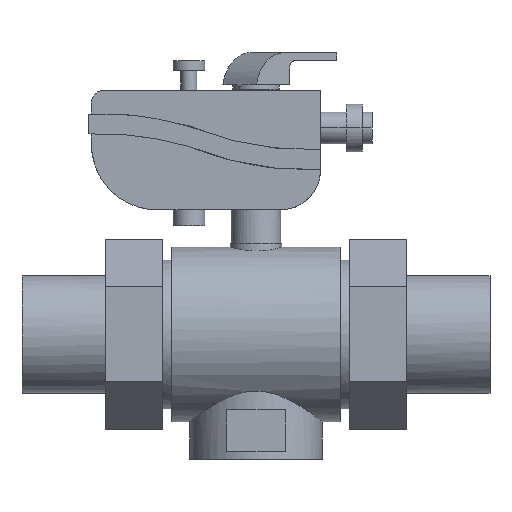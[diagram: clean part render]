
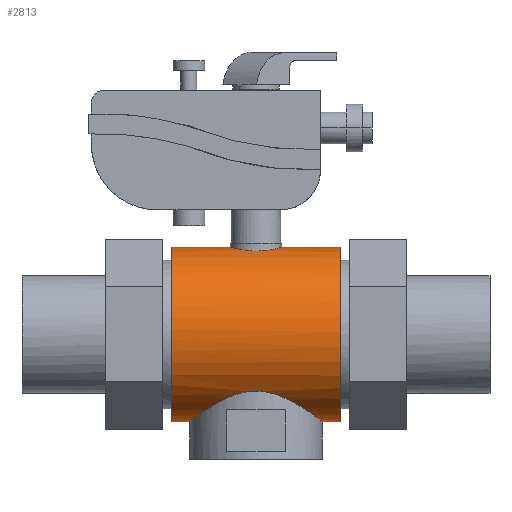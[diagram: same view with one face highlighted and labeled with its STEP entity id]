
A CAD part, front view. The second image highlights one B-rep face of the part: STEP entity #2813.
In plain terms, the highlighted cylindrical face has radius 44 mm (diameter 88 mm), a partial arc.
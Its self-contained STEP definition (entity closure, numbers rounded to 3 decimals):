
#2208=CARTESIAN_POINT('Vertex',(131.802,245.005,44.)) ;
#2214=CARTESIAN_POINT('Vertex',(105.802,245.005,44.)) ;
#2218=CARTESIAN_POINT('Control Point',(131.802,245.005,44.)) ;
#2219=CARTESIAN_POINT('Control Point',(131.802,242.771,44.)) ;
#2220=CARTESIAN_POINT('Control Point',(131.322,240.538,43.858)) ;
#2221=CARTESIAN_POINT('Control Point',(130.364,238.459,43.574)) ;
#2222=CARTESIAN_POINT('Control Point',(127.874,235.146,42.935)) ;
#2223=CARTESIAN_POINT('Control Point',(124.339,233.022,42.351)) ;
#2224=CARTESIAN_POINT('Control Point',(122.562,232.347,42.142)) ;
#2225=CARTESIAN_POINT('Control Point',(118.735,231.653,41.927)) ;
#2226=CARTESIAN_POINT('Control Point',(114.906,232.367,42.148)) ;
#2227=CARTESIAN_POINT('Control Point',(113.052,233.101,42.376)) ;
#2228=CARTESIAN_POINT('Control Point',(109.554,235.311,42.977)) ;
#2229=CARTESIAN_POINT('Control Point',(107.139,238.684,43.604)) ;
#2230=CARTESIAN_POINT('Control Point',(106.248,240.698,43.868)) ;
#2231=CARTESIAN_POINT('Control Point',(105.802,242.851,44.)) ;
#2232=CARTESIAN_POINT('Control Point',(105.802,245.005,44.)) ;
#2684=CARTESIAN_POINT('Control Point',(76.302,245.005,44.)) ;
#2685=CARTESIAN_POINT('Control Point',(76.302,201.005,44.)) ;
#2686=CARTESIAN_POINT('Control Point',(76.302,201.005,0.)) ;
#2687=CARTESIAN_POINT('Control Point',(76.302,201.005,-44.)) ;
#2688=CARTESIAN_POINT('Control Point',(76.302,245.005,-44.)) ;
#2689=CARTESIAN_POINT('Vertex',(76.302,245.005,44.)) ;
#2691=CARTESIAN_POINT('Vertex',(76.302,245.005,-44.)) ;
#2728=CARTESIAN_POINT('Axis2P3D Location',(3.802,245.005,0.)) ;
#2734=CARTESIAN_POINT('Control Point',(161.302,245.005,-44.)) ;
#2735=CARTESIAN_POINT('Control Point',(152.302,245.005,-44.)) ;
#2736=CARTESIAN_POINT('Vertex',(161.302,245.005,-44.)) ;
#2738=CARTESIAN_POINT('Vertex',(152.302,245.005,-44.)) ;
#2742=CARTESIAN_POINT('Control Point',(161.302,245.005,44.)) ;
#2743=CARTESIAN_POINT('Control Point',(161.302,238.093,44.)) ;
#2744=CARTESIAN_POINT('Control Point',(161.302,231.182,42.643)) ;
#2745=CARTESIAN_POINT('Control Point',(161.302,224.626,39.927)) ;
#2746=CARTESIAN_POINT('Control Point',(161.302,212.932,32.072)) ;
#2747=CARTESIAN_POINT('Control Point',(161.302,205.077,20.379)) ;
#2748=CARTESIAN_POINT('Control Point',(161.302,202.362,13.823)) ;
#2749=CARTESIAN_POINT('Control Point',(161.302,199.648,0.)) ;
#2750=CARTESIAN_POINT('Control Point',(161.302,202.362,-13.823)) ;
#2751=CARTESIAN_POINT('Control Point',(161.302,205.077,-20.379)) ;
#2752=CARTESIAN_POINT('Control Point',(161.302,212.932,-32.072)) ;
#2753=CARTESIAN_POINT('Control Point',(161.302,224.626,-39.927)) ;
#2754=CARTESIAN_POINT('Control Point',(161.302,231.182,-42.643)) ;
#2755=CARTESIAN_POINT('Control Point',(161.302,238.093,-44.)) ;
#2756=CARTESIAN_POINT('Control Point',(161.302,245.005,-44.)) ;
#2757=CARTESIAN_POINT('Vertex',(161.302,245.005,44.)) ;
#2761=CARTESIAN_POINT('Control Point',(131.802,245.005,44.)) ;
#2762=CARTESIAN_POINT('Control Point',(161.302,245.005,44.)) ;
#2765=CARTESIAN_POINT('Control Point',(76.302,245.005,44.)) ;
#2766=CARTESIAN_POINT('Control Point',(105.802,245.005,44.)) ;
#2769=CARTESIAN_POINT('Control Point',(85.302,245.005,-44.)) ;
#2770=CARTESIAN_POINT('Control Point',(76.302,245.005,-44.)) ;
#2771=CARTESIAN_POINT('Vertex',(85.302,245.005,-44.)) ;
#2775=CARTESIAN_POINT('Control Point',(152.302,245.005,-44.)) ;
#2776=CARTESIAN_POINT('Control Point',(152.302,243.133,-44.)) ;
#2777=CARTESIAN_POINT('Control Point',(152.172,241.262,-43.901)) ;
#2778=CARTESIAN_POINT('Control Point',(151.91,239.411,-43.702)) ;
#2779=CARTESIAN_POINT('Control Point',(150.811,234.247,-42.87)) ;
#2780=CARTESIAN_POINT('Control Point',(148.773,229.495,-41.361)) ;
#2781=CARTESIAN_POINT('Control Point',(147.112,226.667,-40.159)) ;
#2782=CARTESIAN_POINT('Control Point',(143.191,221.486,-37.436)) ;
#2783=CARTESIAN_POINT('Control Point',(138.255,217.449,-34.436)) ;
#2784=CARTESIAN_POINT('Control Point',(135.529,215.707,-32.928)) ;
#2785=CARTESIAN_POINT('Control Point',(130.55,213.306,-30.581)) ;
#2786=CARTESIAN_POINT('Control Point',(124.94,211.948,-29.052)) ;
#2787=CARTESIAN_POINT('Control Point',(122.582,211.588,-28.623)) ;
#2788=CARTESIAN_POINT('Control Point',(117.515,211.292,-28.278)) ;
#2789=CARTESIAN_POINT('Control Point',(112.515,211.942,-29.038)) ;
#2790=CARTESIAN_POINT('Control Point',(109.995,212.535,-29.723)) ;
#2791=CARTESIAN_POINT('Control Point',(104.275,214.45,-31.767)) ;
#2792=CARTESIAN_POINT('Control Point',(99.303,217.458,-34.44)) ;
#2793=CARTESIAN_POINT('Control Point',(96.662,219.531,-36.036)) ;
#2794=CARTESIAN_POINT('Control Point',(92.963,223.253,-38.444)) ;
#2795=CARTESIAN_POINT('Control Point',(90.011,227.72,-40.521)) ;
#2796=CARTESIAN_POINT('Control Point',(89.064,229.399,-41.202)) ;
#2797=CARTESIAN_POINT('Control Point',(87.216,233.317,-42.552)) ;
#2798=CARTESIAN_POINT('Control Point',(85.994,237.596,-43.473)) ;
#2799=CARTESIAN_POINT('Control Point',(85.533,240.035,-43.825)) ;
#2800=CARTESIAN_POINT('Control Point',(85.302,242.52,-44.)) ;
#2801=CARTESIAN_POINT('Control Point',(85.302,245.005,-44.)) ;
#2729=DIRECTION('Axis2P3D Direction',(-1.,-0.,0.)) ;
#2730=DIRECTION('Axis2P3D XDirection',(0.,0.,-1.)) ;
#2731=AXIS2_PLACEMENT_3D('Cylinder Axis2P3D',#2728,#2729,#2730) ;
#2732=CYLINDRICAL_SURFACE('generated cylinder',#2731,44.) ;
#2233=EDGE_CURVE('',#2209,#2215,#2217,.T.) ;
#2693=EDGE_CURVE('',#2690,#2692,#2683,.T.) ;
#2740=EDGE_CURVE('',#2737,#2739,#2733,.T.) ;
#2759=EDGE_CURVE('',#2758,#2737,#2741,.T.) ;
#2763=EDGE_CURVE('',#2209,#2758,#2760,.T.) ;
#2767=EDGE_CURVE('',#2690,#2215,#2764,.T.) ;
#2773=EDGE_CURVE('',#2772,#2692,#2768,.T.) ;
#2802=EDGE_CURVE('',#2739,#2772,#2774,.T.) ;
#2804=ORIENTED_EDGE('',*,*,#2740,.F.) ;
#2805=ORIENTED_EDGE('',*,*,#2759,.F.) ;
#2806=ORIENTED_EDGE('',*,*,#2763,.F.) ;
#2807=ORIENTED_EDGE('',*,*,#2233,.T.) ;
#2808=ORIENTED_EDGE('',*,*,#2767,.F.) ;
#2809=ORIENTED_EDGE('',*,*,#2693,.T.) ;
#2810=ORIENTED_EDGE('',*,*,#2773,.F.) ;
#2811=ORIENTED_EDGE('',*,*,#2802,.F.) ;
#2803=EDGE_LOOP('',(#2804,#2805,#2806,#2807,#2808,#2809,#2810,#2811)) ;
#2209=VERTEX_POINT('',#2208) ;
#2215=VERTEX_POINT('',#2214) ;
#2690=VERTEX_POINT('',#2689) ;
#2692=VERTEX_POINT('',#2691) ;
#2737=VERTEX_POINT('',#2736) ;
#2739=VERTEX_POINT('',#2738) ;
#2758=VERTEX_POINT('',#2757) ;
#2772=VERTEX_POINT('',#2771) ;
#2813=ADVANCED_FACE('Solid1',(#2812),#2732,.T.) ;
#2217=B_SPLINE_CURVE_WITH_KNOTS('',5,(#2218,#2219,#2220,#2221,#2222,#2223,#2224,#2225,#2226,#2227,#2228,#2229,#2230,#2231,#2232),.UNSPECIFIED.,.F.,.U.,(6,3,3,3,6),(0.,15.794,29.011,42.859,58.084),.UNSPECIFIED.) ;
#2733=B_SPLINE_CURVE_WITH_KNOTS('',1,(#2734,#2735),.UNSPECIFIED.,.F.,.U.,(2,2),(0.,0.03),.UNSPECIFIED.) ;
#2741=B_SPLINE_CURVE_WITH_KNOTS('',5,(#2742,#2743,#2744,#2745,#2746,#2747,#2748,#2749,#2750,#2751,#2752,#2753,#2754,#2755,#2756),.UNSPECIFIED.,.F.,.U.,(6,3,3,3,6),(0.,0.785,1.571,2.356,3.142),.UNSPECIFIED.) ;
#2760=B_SPLINE_CURVE_WITH_KNOTS('',1,(#2761,#2762),.UNSPECIFIED.,.F.,.U.,(2,2),(0.182,0.279),.UNSPECIFIED.) ;
#2764=B_SPLINE_CURVE_WITH_KNOTS('',1,(#2765,#2766),.UNSPECIFIED.,.F.,.U.,(2,2),(0.,0.097),.UNSPECIFIED.) ;
#2768=B_SPLINE_CURVE_WITH_KNOTS('',1,(#2769,#2770),.UNSPECIFIED.,.F.,.U.,(2,2),(0.016,0.046),.UNSPECIFIED.) ;
#2774=B_SPLINE_CURVE_WITH_KNOTS('',5,(#2775,#2776,#2777,#2778,#2779,#2780,#2781,#2782,#2783,#2784,#2785,#2786,#2787,#2788,#2789,#2790,#2791,#2792,#2793,#2794,#2795,#2796,#2797,#2798,#2799,#2800,#2801),.UNSPECIFIED.,.F.,.U.,(6,3,3,3,3,3,3,3,6),(0.,13.232,37.668,62.751,79.68,98.396,124.507,138.908,156.479),.UNSPECIFIED.) ;
#2812=FACE_OUTER_BOUND('',#2803,.T.) ;
#2683=(BOUNDED_CURVE()B_SPLINE_CURVE(2,(#2684,#2685,#2686,#2687,#2688),.UNSPECIFIED.,.F.,.U.)B_SPLINE_CURVE_WITH_KNOTS((3,2,3),(0.,88.,176.),.UNSPECIFIED.)CURVE()GEOMETRIC_REPRESENTATION_ITEM()RATIONAL_B_SPLINE_CURVE((1.,0.707,1.,0.707,1.))REPRESENTATION_ITEM('')) ;
